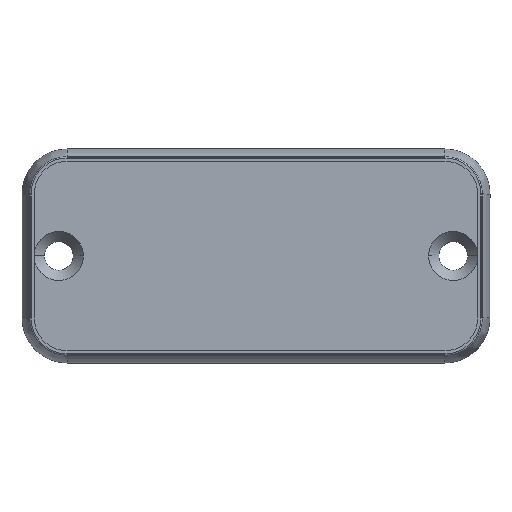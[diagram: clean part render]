
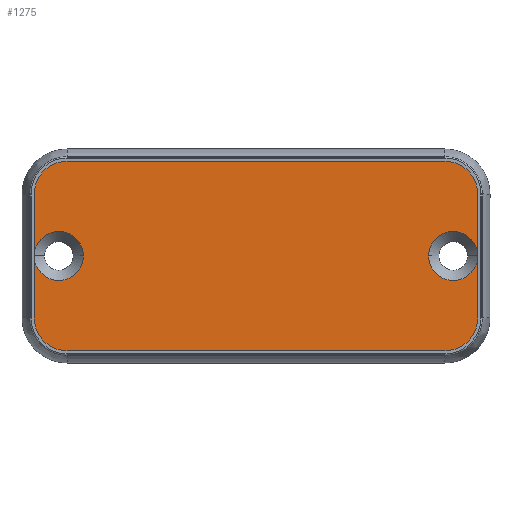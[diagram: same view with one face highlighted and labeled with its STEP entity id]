
A CAD part, top view. The second image highlights one B-rep face of the part: STEP entity #1275.
In plain terms, the highlighted planar face has unit normal (0, 0, 1).
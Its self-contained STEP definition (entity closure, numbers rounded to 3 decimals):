
#814=CARTESIAN_POINT('',(25.644,-2.684,2.4));
#815=VERTEX_POINT('',#814);
#822=CARTESIAN_POINT('',(31.634,-2.929,2.4));
#823=VERTEX_POINT('',#822);
#824=CARTESIAN_POINT('',(28.644,-2.684,2.4));
#825=DIRECTION('',(0.0,0.0,-1.0));
#826=DIRECTION('',(1.0,0.0,0.0));
#827=AXIS2_PLACEMENT_3D('',#824,#825,#826);
#828=CIRCLE('',#827,3.);
#829=EDGE_CURVE('',#823,#815,#828,.T.);
#930=CARTESIAN_POINT('',(-16.506,-2.684,2.4));
#931=VERTEX_POINT('',#930);
#947=CARTESIAN_POINT('',(-22.496,-2.929,2.4));
#948=VERTEX_POINT('',#947);
#956=CARTESIAN_POINT('',(-19.506,-2.684,2.4));
#957=DIRECTION('',(0.0,0.0,-1.0));
#958=DIRECTION('',(1.0,0.0,0.0));
#959=AXIS2_PLACEMENT_3D('',#956,#957,#958);
#960=CIRCLE('',#959,3.);
#961=EDGE_CURVE('',#931,#948,#960,.T.);
#971=CARTESIAN_POINT('',(-22.496,-2.439,2.4));
#972=VERTEX_POINT('',#971);
#1017=CARTESIAN_POINT('',(-19.506,-2.684,2.4));
#1018=DIRECTION('',(0.0,0.0,-1.0));
#1019=DIRECTION('',(1.0,0.0,0.0));
#1020=AXIS2_PLACEMENT_3D('',#1017,#1018,#1019);
#1021=CIRCLE('',#1020,3.);
#1022=EDGE_CURVE('',#972,#931,#1021,.T.);
#1080=CARTESIAN_POINT('',(31.634,-2.439,2.4));
#1081=VERTEX_POINT('',#1080);
#1127=CARTESIAN_POINT('',(28.644,-2.684,2.4));
#1128=DIRECTION('',(0.0,0.0,-1.0));
#1129=DIRECTION('',(1.0,0.0,0.0));
#1130=AXIS2_PLACEMENT_3D('',#1127,#1128,#1129);
#1131=CIRCLE('',#1130,3.);
#1132=EDGE_CURVE('',#815,#1081,#1131,.T.);
#1184=CARTESIAN_POINT('',(4.569,-2.684,2.4));
#1185=DIRECTION('',(0.0,0.0,1.0));
#1186=DIRECTION('',(1.0,0.0,0.0));
#1187=AXIS2_PLACEMENT_3D('',#1184,#1185,#1186);
#1188=PLANE('',#1187);
#1189=ORIENTED_EDGE('',*,*,#1022,.T.);
#1190=ORIENTED_EDGE('',*,*,#961,.T.);
#1191=CARTESIAN_POINT('',(-22.496,-10.249,2.4));
#1192=VERTEX_POINT('',#1191);
#1193=CARTESIAN_POINT('',(-22.496,-10.249,2.4));
#1194=DIRECTION('',(0.0,1.0,0.0));
#1195=VECTOR('',#1194,7.32);
#1196=LINE('',#1193,#1195);
#1197=EDGE_CURVE('',#1192,#948,#1196,.T.);
#1198=ORIENTED_EDGE('',*,*,#1197,.F.);
#1199=CARTESIAN_POINT('',(-18.496,-14.249,2.4));
#1200=VERTEX_POINT('',#1199);
#1201=CARTESIAN_POINT('',(-18.496,-10.249,2.4));
#1202=DIRECTION('',(0.0,0.0,-1.0));
#1203=DIRECTION('',(1.0,0.0,0.0));
#1204=AXIS2_PLACEMENT_3D('',#1201,#1202,#1203);
#1205=CIRCLE('',#1204,4.);
#1206=EDGE_CURVE('',#1200,#1192,#1205,.T.);
#1207=ORIENTED_EDGE('',*,*,#1206,.F.);
#1208=CARTESIAN_POINT('',(27.634,-14.249,2.4));
#1209=VERTEX_POINT('',#1208);
#1210=CARTESIAN_POINT('',(27.634,-14.249,2.4));
#1211=DIRECTION('',(-1.0,0.0,0.0));
#1212=VECTOR('',#1211,46.13);
#1213=LINE('',#1210,#1212);
#1214=EDGE_CURVE('',#1209,#1200,#1213,.T.);
#1215=ORIENTED_EDGE('',*,*,#1214,.F.);
#1216=CARTESIAN_POINT('',(31.634,-10.249,2.4));
#1217=VERTEX_POINT('',#1216);
#1218=CARTESIAN_POINT('',(27.634,-10.249,2.4));
#1219=DIRECTION('',(0.0,0.0,-1.0));
#1220=DIRECTION('',(0.0,1.0,0.0));
#1221=AXIS2_PLACEMENT_3D('',#1218,#1219,#1220);
#1222=CIRCLE('',#1221,4.);
#1223=EDGE_CURVE('',#1217,#1209,#1222,.T.);
#1224=ORIENTED_EDGE('',*,*,#1223,.F.);
#1225=CARTESIAN_POINT('',(31.634,-2.929,2.4));
#1226=DIRECTION('',(0.0,-1.0,0.0));
#1227=VECTOR('',#1226,7.32);
#1228=LINE('',#1225,#1227);
#1229=EDGE_CURVE('',#823,#1217,#1228,.T.);
#1230=ORIENTED_EDGE('',*,*,#1229,.F.);
#1231=ORIENTED_EDGE('',*,*,#829,.T.);
#1232=ORIENTED_EDGE('',*,*,#1132,.T.);
#1233=CARTESIAN_POINT('',(31.634,4.881,2.4));
#1234=VERTEX_POINT('',#1233);
#1235=CARTESIAN_POINT('',(31.634,4.881,2.4));
#1236=DIRECTION('',(0.0,-1.0,0.0));
#1237=VECTOR('',#1236,7.32);
#1238=LINE('',#1235,#1237);
#1239=EDGE_CURVE('',#1234,#1081,#1238,.T.);
#1240=ORIENTED_EDGE('',*,*,#1239,.F.);
#1241=CARTESIAN_POINT('',(27.634,8.881,2.4));
#1242=VERTEX_POINT('',#1241);
#1243=CARTESIAN_POINT('',(27.634,4.881,2.4));
#1244=DIRECTION('',(0.0,0.0,-1.0));
#1245=DIRECTION('',(-1.0,0.0,0.0));
#1246=AXIS2_PLACEMENT_3D('',#1243,#1244,#1245);
#1247=CIRCLE('',#1246,4.);
#1248=EDGE_CURVE('',#1242,#1234,#1247,.T.);
#1249=ORIENTED_EDGE('',*,*,#1248,.F.);
#1250=CARTESIAN_POINT('',(-18.496,8.881,2.4));
#1251=VERTEX_POINT('',#1250);
#1252=CARTESIAN_POINT('',(-18.496,8.881,2.4));
#1253=DIRECTION('',(1.0,0.0,0.0));
#1254=VECTOR('',#1253,46.13);
#1255=LINE('',#1252,#1254);
#1256=EDGE_CURVE('',#1251,#1242,#1255,.T.);
#1257=ORIENTED_EDGE('',*,*,#1256,.F.);
#1258=CARTESIAN_POINT('',(-22.496,4.881,2.4));
#1259=VERTEX_POINT('',#1258);
#1260=CARTESIAN_POINT('',(-18.496,4.881,2.4));
#1261=DIRECTION('',(0.0,0.0,-1.0));
#1262=DIRECTION('',(0.0,-1.0,0.0));
#1263=AXIS2_PLACEMENT_3D('',#1260,#1261,#1262);
#1264=CIRCLE('',#1263,4.);
#1265=EDGE_CURVE('',#1259,#1251,#1264,.T.);
#1266=ORIENTED_EDGE('',*,*,#1265,.F.);
#1267=CARTESIAN_POINT('',(-22.496,-2.439,2.4));
#1268=DIRECTION('',(0.0,1.0,0.0));
#1269=VECTOR('',#1268,7.32);
#1270=LINE('',#1267,#1269);
#1271=EDGE_CURVE('',#972,#1259,#1270,.T.);
#1272=ORIENTED_EDGE('',*,*,#1271,.F.);
#1273=EDGE_LOOP('',(#1189,#1190,#1198,#1207,#1215,#1224,#1230,#1231,#1232,#1240,#1249,#1257,#1266,#1272));
#1274=FACE_OUTER_BOUND('',#1273,.T.);
#1275=ADVANCED_FACE('',(#1274),#1188,.T.);
